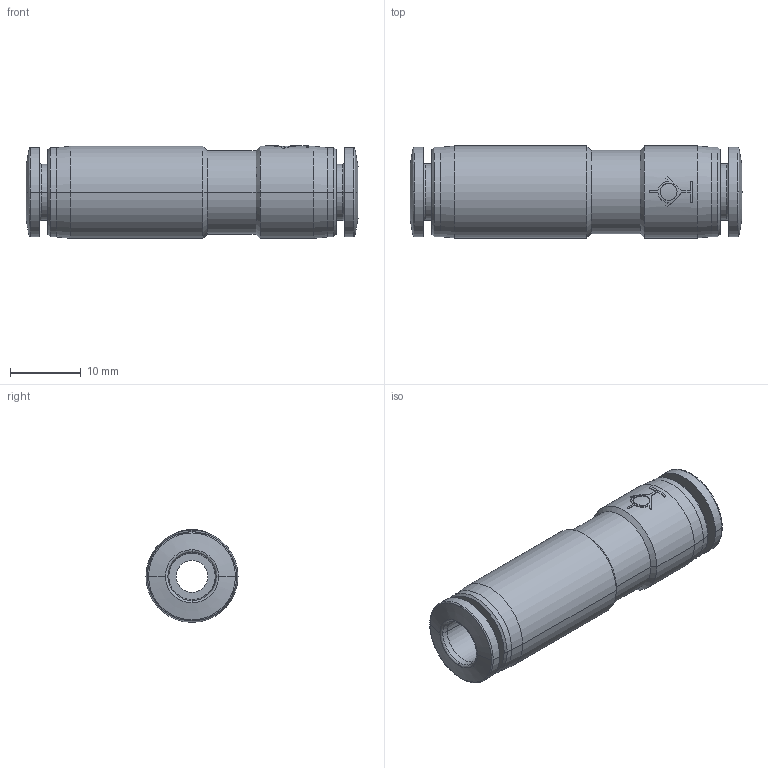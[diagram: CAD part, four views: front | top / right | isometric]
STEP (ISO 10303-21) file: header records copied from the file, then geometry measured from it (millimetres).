
FILE_DESCRIPTION (( 'STEP AP214' ), '1' );
FILE_NAME ('SVU14.step', '2016-02-24T20:47:41', ( '' ), ( '' ), 'SwSTEP 2.0', 'SolidWorks 2015', '' );
FILE_SCHEMA (( 'AUTOMOTIVE_DESIGN' ));
Length unit declared in the file: inch
Products named in the file (1): SVU14
Bounding box: 46.9 x 13 x 13.1 mm (x, y, z)
Volume: 4393.9 mm3; surface area: 3191.6 mm2
Topology: 1 solids, 1 shells, 84 faces, 200 edges, 124 vertices
Faces by surface type: cylinder 30, plane 22, cone 20, bspline 8, torus 4
Entity records: 3864 total; most frequent: CARTESIAN_POINT 777, DIRECTION 438, ORIENTED_EDGE 400, EDGE_CURVE 200, AXIS2_PLACEMENT_3D 181, VERTEX_POINT 124, CIRCLE 104, EDGE_LOOP 92
